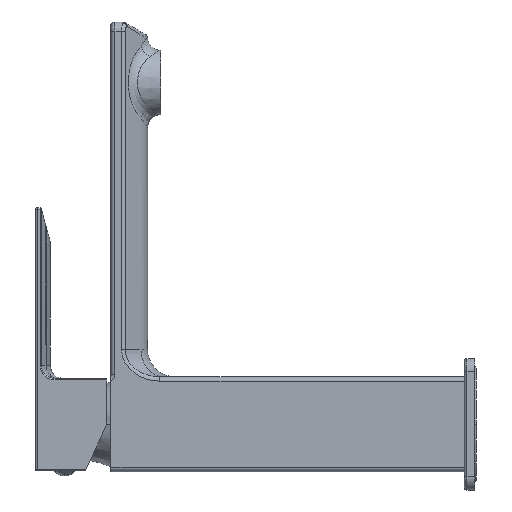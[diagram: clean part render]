
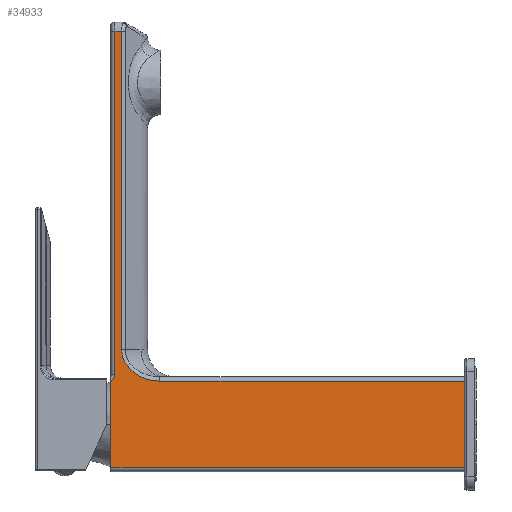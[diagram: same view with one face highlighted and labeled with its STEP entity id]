
A CAD part, left-side view. The second image highlights one B-rep face of the part: STEP entity #34933.
In plain terms, the highlighted planar face has unit normal (-1, 0, 0).
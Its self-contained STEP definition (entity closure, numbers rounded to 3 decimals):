
#8059=DIRECTION('',(0.,-1.,0.));
#8060=VECTOR('',#8059,115.793);
#8061=CARTESIAN_POINT('',(-18.,116.293,16.4));
#8062=LINE('',#8061,#8060);
#8063=DIRECTION('',(0.,0.,1.));
#8064=VECTOR('',#8063,32.8);
#8065=CARTESIAN_POINT('',(-18.,0.5,-16.4));
#8066=LINE('',#8065,#8064);
#8067=CARTESIAN_POINT('',(-18.,133.4,18.936));
#8068=CARTESIAN_POINT('',(-18.,133.4,18.883));
#8069=CARTESIAN_POINT('',(-18.,133.403,18.776));
#8070=CARTESIAN_POINT('',(-18.,133.418,18.614));
#8071=CARTESIAN_POINT('',(-18.,133.444,18.451));
#8072=CARTESIAN_POINT('',(-18.,133.48,18.29));
#8073=CARTESIAN_POINT('',(-18.,133.526,18.132));
#8074=CARTESIAN_POINT('',(-18.,133.581,17.977));
#8075=CARTESIAN_POINT('',(-18.,133.647,17.827));
#8076=CARTESIAN_POINT('',(-18.,133.721,17.681));
#8077=CARTESIAN_POINT('',(-18.,133.805,17.539));
#8078=CARTESIAN_POINT('',(-18.,133.898,17.403));
#8079=CARTESIAN_POINT('',(-18.,133.999,17.274));
#8080=CARTESIAN_POINT('',(-18.,134.108,17.151));
#8081=CARTESIAN_POINT('',(-18.,134.224,17.035));
#8082=CARTESIAN_POINT('',(-18.,134.348,16.927));
#8083=CARTESIAN_POINT('',(-18.,134.479,16.826));
#8084=CARTESIAN_POINT('',(-18.,134.615,16.734));
#8085=CARTESIAN_POINT('',(-18.,134.756,16.651));
#8086=CARTESIAN_POINT('',(-18.,134.852,16.603));
#8087=CARTESIAN_POINT('',(-18.,134.9,16.581));
#8089=CARTESIAN_POINT('',(-18.,116.293,16.4));
#8090=CARTESIAN_POINT('',(-18.,117.712,16.4));
#8091=CARTESIAN_POINT('',(-18.,120.551,16.744));
#8092=CARTESIAN_POINT('',(-18.,124.296,18.204));
#8093=CARTESIAN_POINT('',(-18.,127.333,20.401));
#8094=CARTESIAN_POINT('',(-18.,129.388,22.929));
#8095=CARTESIAN_POINT('',(-18.,130.593,25.714));
#8096=CARTESIAN_POINT('',(-18.,130.854,27.571));
#8097=CARTESIAN_POINT('',(-18.,130.854,28.5));
#8108=DIRECTION('',(0.,1.,0.));
#8109=VECTOR('',#8108,134.4);
#8110=CARTESIAN_POINT('',(-18.,0.5,-16.4));
#8111=LINE('',#8110,#8109);
#8224=DIRECTION('',(0.,0.,1.));
#8225=VECTOR('',#8224,130.564);
#8226=CARTESIAN_POINT('',(-18.,133.4,18.936));
#8227=LINE('',#8226,#8225);
#8278=DIRECTION('',(0.,0.,1.));
#8279=VECTOR('',#8278,32.981);
#8280=CARTESIAN_POINT('',(-18.,134.9,-16.4));
#8281=LINE('',#8280,#8279);
#9022=DIRECTION('',(0.,0.,-1.));
#9023=VECTOR('',#9022,121.);
#9024=CARTESIAN_POINT('',(-18.,130.854,149.5));
#9025=LINE('',#9024,#9023);
#9041=DIRECTION('',(0.,-1.,0.));
#9042=VECTOR('',#9041,2.546);
#9043=CARTESIAN_POINT('',(-18.,133.4,149.5));
#9044=LINE('',#9043,#9042);
#9062=CARTESIAN_POINT('',(-18.,130.854,149.5));
#15777=CARTESIAN_POINT('',(-18.,134.9,-16.4));
#15778=CARTESIAN_POINT('',(-18.,134.9,
16.581));
#15779=VERTEX_POINT('',#15777);
#15780=VERTEX_POINT('',#15778);
#15814=VERTEX_POINT('',#9062);
#15816=CARTESIAN_POINT('',(-18.,130.854,28.5));
#15817=VERTEX_POINT('',#15816);
#15831=VERTEX_POINT('',#8089);
#15832=CARTESIAN_POINT('',(-18.,133.4,149.5));
#15833=VERTEX_POINT('',#15832);
#15834=CARTESIAN_POINT('',(-18.,133.4,18.936));
#15835=VERTEX_POINT('',#15834);
#17145=CARTESIAN_POINT('',(-18.,0.5,-16.4));
#17146=CARTESIAN_POINT('',(-18.,0.5,16.4));
#17147=VERTEX_POINT('',#17145);
#17148=VERTEX_POINT('',#17146);
#34910=CARTESIAN_POINT('',(-18.,-2.71,-20.33));
#34911=DIRECTION('',(-1.,0.,0.));
#34912=DIRECTION('',(0.,1.,0.));
#34913=AXIS2_PLACEMENT_3D('',#34910,#34911,#34912);
#34914=PLANE('',#34913);
#34915=ORIENTED_EDGE('',*,*,#34435,.F.);
#34917=ORIENTED_EDGE('',*,*,#34916,.T.);
#34919=ORIENTED_EDGE('',*,*,#34918,.T.);
#34921=ORIENTED_EDGE('',*,*,#34920,.F.);
#34923=ORIENTED_EDGE('',*,*,#34922,.T.);
#34925=ORIENTED_EDGE('',*,*,#34924,.T.);
#34927=ORIENTED_EDGE('',*,*,#34926,.T.);
#34929=ORIENTED_EDGE('',*,*,#34928,.F.);
#34930=ORIENTED_EDGE('',*,*,#34890,.T.);
#34931=EDGE_LOOP('',(#34915,#34917,#34919,#34921,#34923,#34925,#34927,#34929,
#34930));
#34932=FACE_OUTER_BOUND('',#34931,.F.);
#34933=ADVANCED_FACE('',(#34932),#34914,.T.);
#8088=B_SPLINE_CURVE_WITH_KNOTS('',3,(#8067,#8068,#8069,#8070,#8071,#8072,#8073,
#8074,#8075,#8076,#8077,#8078,#8079,#8080,#8081,#8082,#8083,#8084,#8085,#8086,
#8087),.UNSPECIFIED.,.F.,.F.,(4,1,1,1,1,1,1,1,1,1,1,1,1,1,1,1,1,1,4),(0.,
0.056,0.111,0.167,0.222,
0.278,0.333,0.389,0.444,0.5,
0.556,0.611,0.667,0.722,
0.778,0.833,0.889,0.944,1.),
.UNSPECIFIED.);
#8098=B_SPLINE_CURVE_WITH_KNOTS('',3,(#8089,#8090,#8091,#8092,#8093,#8094,#8095,
#8096,#8097),.UNSPECIFIED.,.F.,.F.,(4,1,1,1,1,1,4),(0.,0.205,
0.41,0.574,0.738,0.869,1.),
.UNSPECIFIED.);
#34435=EDGE_CURVE('',#17147,#17148,#8066,.T.);
#34890=EDGE_CURVE('',#15831,#17148,#8062,.T.);
#34916=EDGE_CURVE('',#17147,#15779,#8111,.T.);
#34918=EDGE_CURVE('',#15779,#15780,#8281,.T.);
#34920=EDGE_CURVE('',#15835,#15780,#8088,.T.);
#34922=EDGE_CURVE('',#15835,#15833,#8227,.T.);
#34924=EDGE_CURVE('',#15833,#15814,#9044,.T.);
#34926=EDGE_CURVE('',#15814,#15817,#9025,.T.);
#34928=EDGE_CURVE('',#15831,#15817,#8098,.T.);
